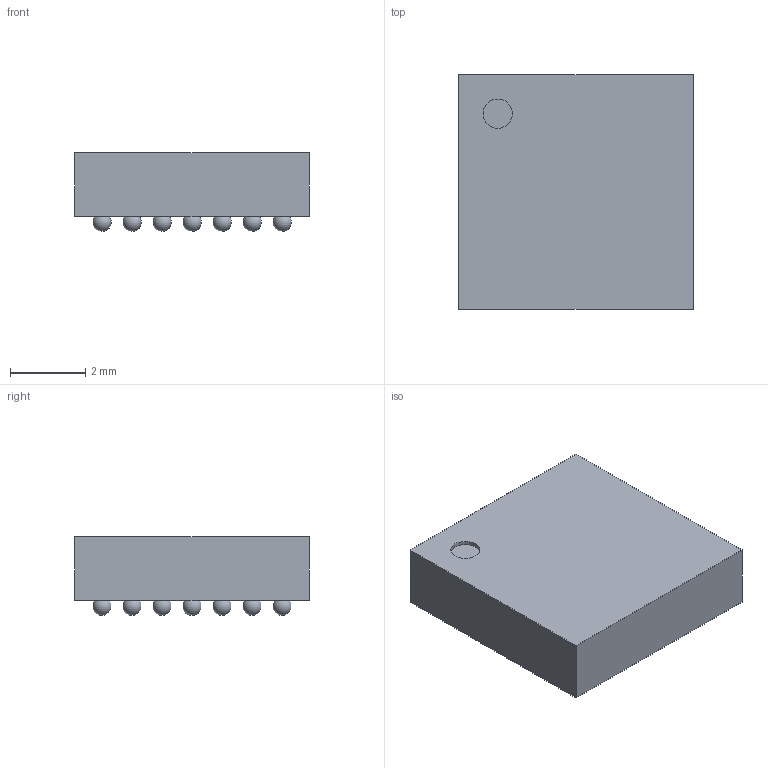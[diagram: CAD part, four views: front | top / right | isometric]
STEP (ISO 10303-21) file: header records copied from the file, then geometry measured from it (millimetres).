
FILE_DESCRIPTION(('Open CASCADE Model'),'2;1');
FILE_NAME('Open CASCADE Shape Model','2019-08-26T15:30:39',('Author'),( 'Open CASCADE'),'Open CASCADE STEP processor 6.8','Open CASCADE 6.8' ,'Unknown');
FILE_SCHEMA(('AUTOMOTIVE_DESIGN { 1 0 10303 214 1 1 1 1 }'));
Length unit declared in the file: millimetre
Products named in the file (7): PCB; Designator1; 7474899968; Open_CASCADE_STEP_translator_6.8_14.1; Body; Open_CASCADE_STEP_translator_6.8_14.2.1; ball
Assembly tree (53 placements, depth 4):
  PCB
  Designator1
    7474899968
      Open_CASCADE_STEP_translator_6.8_14.1
      Body
        Open_CASCADE_STEP_translator_6.8_14.2.1
      ball  x49
Bounding box: 6.25 x 6.25 x 2.1 mm (x, y, z)
Volume: 69.6 mm3; surface area: 159.8 mm2
Topology: 50 solids, 51 shells, 58 faces, 163 edges, 109 vertices
Faces by surface type: sphere 49, plane 8, cylinder 1
Full cylindrical faces by diameter (mm): 0.781 x1
Entity records: 759 total; most frequent: DIRECTION 147, CARTESIAN_POINT 92, AXIS2_PLACEMENT_3D 67, PRODUCT_DEFINITION_SHAPE 60, CONTEXT_DEPENDENT_SHAPE_REPRESENTATION 53, ITEM_DEFINED_TRANSFORMATION 53, NEXT_ASSEMBLY_USAGE_OCCURRENCE 53, ORIENTED_EDGE 31
